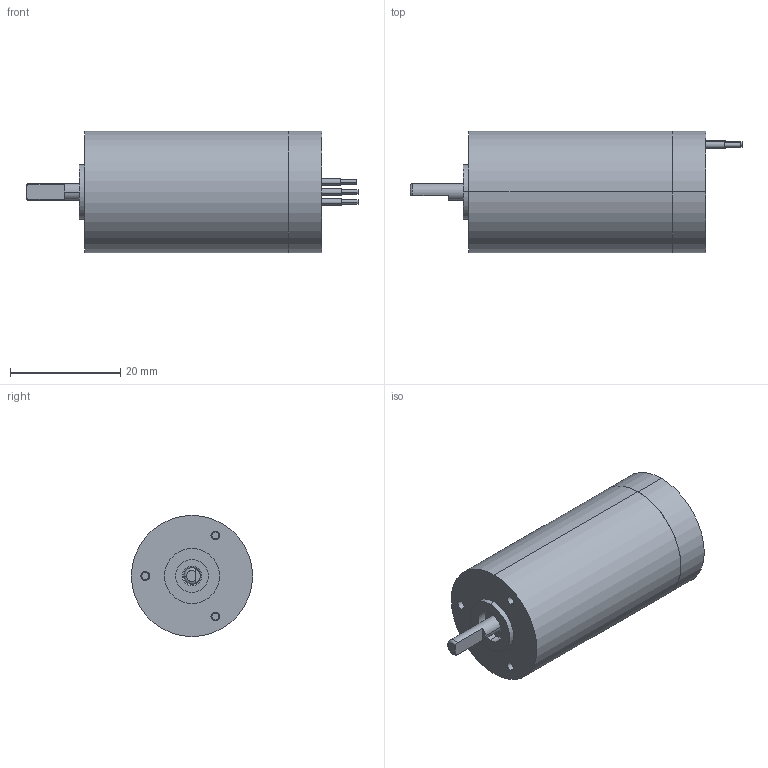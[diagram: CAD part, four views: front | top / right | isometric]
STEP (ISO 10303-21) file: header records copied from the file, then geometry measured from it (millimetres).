
FILE_DESCRIPTION (( 'STEP AP214' ), '1' );
FILE_NAME ('104004301.STEP', '2025-07-10T02:18:15', ( 'China' ), ( 'Microsoft' ), 'SwSTEP 2.0', 'SolidWorks 2025', '' );
FILE_SCHEMA (( 'AUTOMOTIVE_DESIGN' ));
Length unit declared in the file: millimetre
Products named in the file (1): 104004301
Bounding box: 60.3 x 22 x 22 mm (x, y, z)
Volume: 14439.4 mm3; surface area: 56798 mm2
Topology: 150 solids, 150 shells, 1116 faces, 2345 edges, 1549 vertices
Faces by surface type: cylinder 718, plane 357, torus 26, cone 13, bspline 2
Entity records: 33805 total; most frequent: CARTESIAN_POINT 6290, DIRECTION 6077, ORIENTED_EDGE 4690, AXIS2_PLACEMENT_3D 2624, EDGE_CURVE 2345, VERTEX_POINT 1549, CIRCLE 1509, EDGE_LOOP 1432
